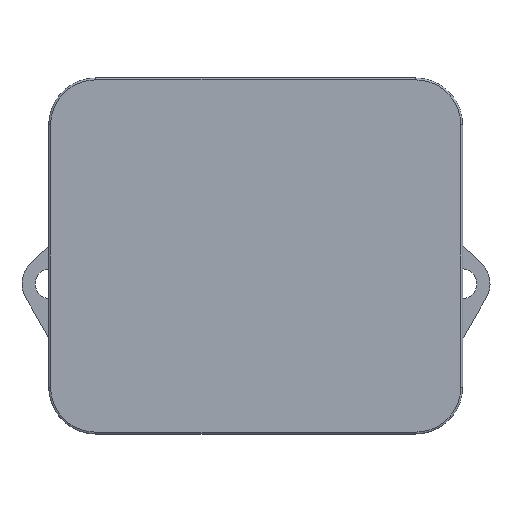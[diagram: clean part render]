
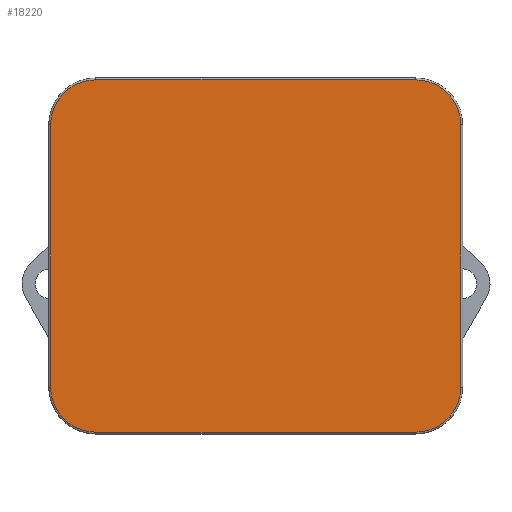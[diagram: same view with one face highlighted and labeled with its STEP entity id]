
A CAD part, front view. The second image highlights one B-rep face of the part: STEP entity #18220.
In plain terms, the highlighted planar face has unit normal (0, -1, 0).
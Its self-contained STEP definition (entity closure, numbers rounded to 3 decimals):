
#530=CIRCLE('',#19382,4.8);
#536=CIRCLE('',#19390,4.8);
#540=CIRCLE('',#19396,4.8);
#544=CIRCLE('',#19402,4.8);
#1586=FACE_OUTER_BOUND('',#2673,.T.);
#2673=EDGE_LOOP('',(#16036,#16037,#16038,#16039,#16040,#16041,#16042,#16043));
#4906=LINE('',#28786,#7226);
#4908=LINE('',#28798,#7228);
#4910=LINE('',#28810,#7230);
#4911=LINE('',#28818,#7231);
#7226=VECTOR('',#23713,10.);
#7228=VECTOR('',#23727,10.);
#7230=VECTOR('',#23741,10.);
#7231=VECTOR('',#23752,10.);
#8837=VERTEX_POINT('',#28774);
#8838=VERTEX_POINT('',#28776);
#8840=VERTEX_POINT('',#28782);
#8842=VERTEX_POINT('',#28788);
#8844=VERTEX_POINT('',#28794);
#8846=VERTEX_POINT('',#28800);
#8848=VERTEX_POINT('',#28806);
#8850=VERTEX_POINT('',#28812);
#11239=EDGE_CURVE('',#8837,#8838,#530,.T.);
#11244=EDGE_CURVE('',#8838,#8840,#4906,.T.);
#11247=EDGE_CURVE('',#8840,#8842,#536,.T.);
#11250=EDGE_CURVE('',#8842,#8844,#4908,.T.);
#11253=EDGE_CURVE('',#8844,#8846,#540,.T.);
#11256=EDGE_CURVE('',#8846,#8848,#4910,.T.);
#11259=EDGE_CURVE('',#8848,#8850,#544,.T.);
#11260=EDGE_CURVE('',#8850,#8837,#4911,.T.);
#16036=ORIENTED_EDGE('',*,*,#11239,.F.);
#16037=ORIENTED_EDGE('',*,*,#11260,.F.);
#16038=ORIENTED_EDGE('',*,*,#11259,.F.);
#16039=ORIENTED_EDGE('',*,*,#11256,.F.);
#16040=ORIENTED_EDGE('',*,*,#11253,.F.);
#16041=ORIENTED_EDGE('',*,*,#11250,.F.);
#16042=ORIENTED_EDGE('',*,*,#11247,.F.);
#16043=ORIENTED_EDGE('',*,*,#11244,.F.);
#17269=PLANE('',#19410);
#18220=ADVANCED_FACE('',(#1586),#17269,.T.);
#19382=AXIS2_PLACEMENT_3D('',#28777,#23702,#23703);
#19390=AXIS2_PLACEMENT_3D('',#28792,#23720,#23721);
#19396=AXIS2_PLACEMENT_3D('',#28804,#23734,#23735);
#19402=AXIS2_PLACEMENT_3D('',#28816,#23748,#23749);
#19410=AXIS2_PLACEMENT_3D('',#28846,#23777,#23778);
#23702=DIRECTION('center_axis',(0.,1.,0.));
#23703=DIRECTION('ref_axis',(-0.707,0.,-0.707));
#23713=DIRECTION('',(0.,0.,1.));
#23720=DIRECTION('center_axis',(0.,1.,0.));
#23721=DIRECTION('ref_axis',(-0.707,0.,0.707));
#23727=DIRECTION('',(1.,0.,0.));
#23734=DIRECTION('center_axis',(0.,1.,0.));
#23735=DIRECTION('ref_axis',(0.707,0.,0.707));
#23741=DIRECTION('',(0.,0.,-1.));
#23748=DIRECTION('center_axis',(0.,1.,0.));
#23749=DIRECTION('ref_axis',(0.707,0.,-0.707));
#23752=DIRECTION('',(-1.,0.,0.));
#23777=DIRECTION('center_axis',(0.,-1.,0.));
#23778=DIRECTION('ref_axis',(0.,0.,-1.));
#28774=CARTESIAN_POINT('',(-17.074,-12.,-19.8));
#28776=CARTESIAN_POINT('',(-21.874,-12.,-15.));
#28777=CARTESIAN_POINT('Origin',(-17.074,-12.,-15.));
#28782=CARTESIAN_POINT('',(-21.874,-12.,12.925));
#28786=CARTESIAN_POINT('',(-21.874,-12.,8.444));
#28788=CARTESIAN_POINT('',(-17.074,-12.,17.725));
#28792=CARTESIAN_POINT('Origin',(-17.074,-12.,12.925));
#28794=CARTESIAN_POINT('',(17.003,-12.,17.725));
#28798=CARTESIAN_POINT('',(10.984,-12.,17.725));
#28800=CARTESIAN_POINT('',(21.803,-12.,12.925));
#28804=CARTESIAN_POINT('Origin',(17.003,-12.,12.925));
#28806=CARTESIAN_POINT('',(21.803,-12.,-15.));
#28810=CARTESIAN_POINT('',(21.803,-12.,-10.519));
#28812=CARTESIAN_POINT('',(17.003,-12.,-19.8));
#28816=CARTESIAN_POINT('Origin',(17.003,-12.,-15.));
#28818=CARTESIAN_POINT('',(-11.055,-12.,-19.8));
#28846=CARTESIAN_POINT('Origin',(-0.035,-12.,-1.037));
